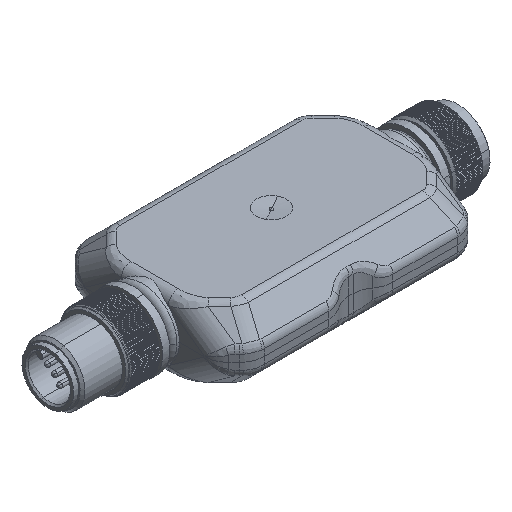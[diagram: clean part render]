
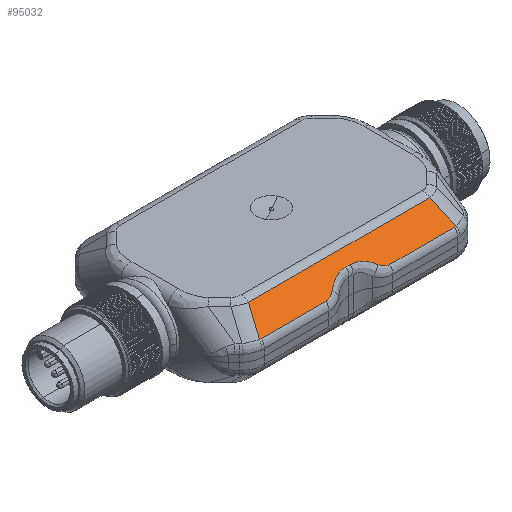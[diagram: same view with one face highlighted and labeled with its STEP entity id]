
A CAD part, isometric view. The second image highlights one B-rep face of the part: STEP entity #95032.
In plain terms, the highlighted planar face has unit normal (0, -0.707, 0.707).
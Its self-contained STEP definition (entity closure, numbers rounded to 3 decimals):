
#95005=AXIS2_PLACEMENT_3D('Plane Axis2P3D',#95002,#95003,#95004) ;
#92348=CARTESIAN_POINT('Vertex',(64.784,0.607,10.207)) ;
#92403=CARTESIAN_POINT('Control Point',(64.784,0.607,10.207)) ;
#92404=CARTESIAN_POINT('Control Point',(64.714,0.598,10.198)) ;
#92405=CARTESIAN_POINT('Control Point',(64.643,0.592,10.192)) ;
#92406=CARTESIAN_POINT('Control Point',(64.572,0.588,10.188)) ;
#92407=CARTESIAN_POINT('Control Point',(64.5,0.586,10.186)) ;
#92408=CARTESIAN_POINT('Control Point',(64.429,0.586,10.186)) ;
#92409=CARTESIAN_POINT('Vertex',(64.429,0.586,10.186)) ;
#92431=CARTESIAN_POINT('Line Origine',(45.,0.586,10.186)) ;
#92435=CARTESIAN_POINT('Vertex',(51.429,0.586,10.186)) ;
#92488=CARTESIAN_POINT('Control Point',(51.429,0.586,10.186)) ;
#92489=CARTESIAN_POINT('Control Point',(51.177,0.586,10.186)) ;
#92490=CARTESIAN_POINT('Control Point',(50.925,0.612,10.212)) ;
#92491=CARTESIAN_POINT('Control Point',(50.678,0.665,10.265)) ;
#92492=CARTESIAN_POINT('Control Point',(50.306,0.787,10.387)) ;
#92493=CARTESIAN_POINT('Control Point',(49.969,0.96,10.56)) ;
#92494=CARTESIAN_POINT('Control Point',(49.85,1.03,10.63)) ;
#92495=CARTESIAN_POINT('Control Point',(49.736,1.105,10.705)) ;
#92496=CARTESIAN_POINT('Control Point',(49.629,1.186,10.786)) ;
#92497=CARTESIAN_POINT('Vertex',(49.629,1.186,10.786)) ;
#92570=CARTESIAN_POINT('Control Point',(45.429,2.586,12.186)) ;
#92571=CARTESIAN_POINT('Control Point',(45.813,2.586,12.186)) ;
#92572=CARTESIAN_POINT('Control Point',(46.196,2.559,12.159)) ;
#92573=CARTESIAN_POINT('Control Point',(46.574,2.507,12.107)) ;
#92574=CARTESIAN_POINT('Control Point',(47.475,2.319,11.919)) ;
#92575=CARTESIAN_POINT('Control Point',(48.293,2.004,11.604)) ;
#92576=CARTESIAN_POINT('Control Point',(48.742,1.78,11.38)) ;
#92577=CARTESIAN_POINT('Control Point',(49.175,1.517,11.117)) ;
#92578=CARTESIAN_POINT('Control Point',(49.568,1.231,10.831)) ;
#92579=CARTESIAN_POINT('Control Point',(49.589,1.216,10.816)) ;
#92580=CARTESIAN_POINT('Control Point',(49.609,1.201,10.801)) ;
#92581=CARTESIAN_POINT('Control Point',(49.629,1.186,10.786)) ;
#92582=CARTESIAN_POINT('Vertex',(45.429,2.586,12.186)) ;
#92604=CARTESIAN_POINT('Line Origine',(45.,2.586,12.186)) ;
#92608=CARTESIAN_POINT('Vertex',(44.571,2.586,12.186)) ;
#92679=CARTESIAN_POINT('Control Point',(40.371,1.186,10.786)) ;
#92680=CARTESIAN_POINT('Control Point',(40.472,1.262,10.862)) ;
#92681=CARTESIAN_POINT('Control Point',(40.576,1.336,10.936)) ;
#92682=CARTESIAN_POINT('Control Point',(40.682,1.408,11.008)) ;
#92683=CARTESIAN_POINT('Control Point',(41.19,1.737,11.337)) ;
#92684=CARTESIAN_POINT('Control Point',(41.756,2.025,11.625)) ;
#92685=CARTESIAN_POINT('Control Point',(42.24,2.218,11.818)) ;
#92686=CARTESIAN_POINT('Control Point',(42.996,2.438,12.038)) ;
#92687=CARTESIAN_POINT('Control Point',(43.798,2.55,12.15)) ;
#92688=CARTESIAN_POINT('Control Point',(44.054,2.574,12.174)) ;
#92689=CARTESIAN_POINT('Control Point',(44.313,2.586,12.186)) ;
#92690=CARTESIAN_POINT('Control Point',(44.571,2.586,12.186)) ;
#92691=CARTESIAN_POINT('Vertex',(40.371,1.186,10.786)) ;
#92746=CARTESIAN_POINT('Control Point',(40.371,1.186,10.786)) ;
#92747=CARTESIAN_POINT('Control Point',(40.307,1.137,10.737)) ;
#92748=CARTESIAN_POINT('Control Point',(40.24,1.091,10.691)) ;
#92749=CARTESIAN_POINT('Control Point',(40.171,1.046,10.646)) ;
#92750=CARTESIAN_POINT('Control Point',(39.851,0.854,10.454)) ;
#92751=CARTESIAN_POINT('Control Point',(39.492,0.707,10.307)) ;
#92752=CARTESIAN_POINT('Control Point',(39.193,0.626,10.226)) ;
#92753=CARTESIAN_POINT('Control Point',(38.882,0.586,10.186)) ;
#92754=CARTESIAN_POINT('Control Point',(38.571,0.586,10.186)) ;
#92755=CARTESIAN_POINT('Vertex',(38.571,0.586,10.186)) ;
#92777=CARTESIAN_POINT('Line Origine',(45.,0.586,10.186)) ;
#92781=CARTESIAN_POINT('Vertex',(25.571,0.586,10.186)) ;
#92834=CARTESIAN_POINT('Control Point',(25.571,0.586,10.186)) ;
#92835=CARTESIAN_POINT('Control Point',(25.5,0.586,10.186)) ;
#92836=CARTESIAN_POINT('Control Point',(25.428,0.588,10.188)) ;
#92837=CARTESIAN_POINT('Control Point',(25.357,0.592,10.192)) ;
#92838=CARTESIAN_POINT('Control Point',(25.286,0.598,10.198)) ;
#92839=CARTESIAN_POINT('Control Point',(25.216,0.607,10.207)) ;
#92840=CARTESIAN_POINT('Vertex',(25.216,0.607,10.207)) ;
#94987=CARTESIAN_POINT('Vertex',(63.207,4.414,14.014)) ;
#94990=CARTESIAN_POINT('Line Origine',(64.013,2.468,12.068)) ;
#95002=CARTESIAN_POINT('Axis2P3D Location',(9.3,5.,14.6)) ;
#95007=CARTESIAN_POINT('Line Origine',(45.,4.414,14.014)) ;
#95011=CARTESIAN_POINT('Vertex',(26.793,4.414,14.014)) ;
#95015=CARTESIAN_POINT('Control Point',(26.793,4.414,14.014)) ;
#95016=CARTESIAN_POINT('Control Point',(25.216,0.607,10.207)) ;
#92432=DIRECTION('Vector Direction',(1.,0.,0.)) ;
#92605=DIRECTION('Vector Direction',(1.,0.,0.)) ;
#92778=DIRECTION('Vector Direction',(-1.,0.,0.)) ;
#94991=DIRECTION('Vector Direction',(0.281,-0.679,-0.679)) ;
#95003=DIRECTION('Axis2P3D Direction',(0.,0.707,-0.707)) ;
#95004=DIRECTION('Axis2P3D XDirection',(1.,0.,0.)) ;
#95008=DIRECTION('Vector Direction',(1.,0.,0.)) ;
#92433=VECTOR('Line Direction',#92432,1.) ;
#92606=VECTOR('Line Direction',#92605,1.) ;
#92779=VECTOR('Line Direction',#92778,1.) ;
#94992=VECTOR('Line Direction',#94991,1.) ;
#95009=VECTOR('Line Direction',#95008,1.) ;
#95019=ORIENTED_EDGE('',*,*,#92842,.F.) ;
#95020=ORIENTED_EDGE('',*,*,#92783,.F.) ;
#95021=ORIENTED_EDGE('',*,*,#92757,.F.) ;
#95022=ORIENTED_EDGE('',*,*,#92693,.F.) ;
#95023=ORIENTED_EDGE('',*,*,#92610,.F.) ;
#95024=ORIENTED_EDGE('',*,*,#92584,.F.) ;
#95025=ORIENTED_EDGE('',*,*,#92499,.F.) ;
#95026=ORIENTED_EDGE('',*,*,#92437,.F.) ;
#95027=ORIENTED_EDGE('',*,*,#92411,.F.) ;
#95028=ORIENTED_EDGE('',*,*,#94994,.F.) ;
#95029=ORIENTED_EDGE('',*,*,#95013,.T.) ;
#95030=ORIENTED_EDGE('',*,*,#95017,.T.) ;
#95032=ADVANCED_FACE('1933690000.1\\JB SET FK.1\\GH-JACKPAC 2 MIT BOHRUNG.1\\K\X2\00F6\X0\rper.3',(#95031),#95006,.F.) ;
#92402=B_SPLINE_CURVE_WITH_KNOTS('',5,(#92403,#92404,#92405,#92406,#92407,#92408),.UNSPECIFIED.,.F.,.U.,(6,6),(13.903,14.596),.UNSPECIFIED.) ;
#92487=B_SPLINE_CURVE_WITH_KNOTS('',5,(#92488,#92489,#92490,#92491,#92492,#92493,#92494,#92495,#92496),.UNSPECIFIED.,.F.,.U.,(6,3,6),(14.594,17.045,18.47),.UNSPECIFIED.) ;
#92569=B_SPLINE_CURVE_WITH_KNOTS('',5,(#92570,#92571,#92572,#92573,#92574,#92575,#92576,#92577,#92578,#92579,#92580,#92581),.UNSPECIFIED.,.F.,.U.,(6,3,3,6),(10.634,12.992,16.417,16.604),.UNSPECIFIED.) ;
#92678=B_SPLINE_CURVE_WITH_KNOTS('',5,(#92679,#92680,#92681,#92682,#92683,#92684,#92685,#92686,#92687,#92688,#92689,#92690),.UNSPECIFIED.,.F.,.U.,(6,3,3,6),(4.662,5.605,9.043,10.632),.UNSPECIFIED.) ;
#92745=B_SPLINE_CURVE_WITH_KNOTS('',5,(#92746,#92747,#92748,#92749,#92750,#92751,#92752,#92753,#92754),.UNSPECIFIED.,.F.,.U.,(6,3,6),(10.72,11.575,14.596),.UNSPECIFIED.) ;
#92833=B_SPLINE_CURVE_WITH_KNOTS('',5,(#92834,#92835,#92836,#92837,#92838,#92839),.UNSPECIFIED.,.F.,.U.,(6,6),(14.595,15.288),.UNSPECIFIED.) ;
#95014=B_SPLINE_CURVE_WITH_KNOTS('',1,(#95015,#95016),.UNSPECIFIED.,.F.,.U.,(2,2),(-2.865,2.745),.UNSPECIFIED.) ;
#92411=EDGE_CURVE('',#92349,#92410,#92402,.T.) ;
#92437=EDGE_CURVE('',#92410,#92436,#92434,.F.) ;
#92499=EDGE_CURVE('',#92436,#92498,#92487,.T.) ;
#92584=EDGE_CURVE('',#92498,#92583,#92569,.F.) ;
#92610=EDGE_CURVE('',#92583,#92609,#92607,.F.) ;
#92693=EDGE_CURVE('',#92609,#92692,#92678,.F.) ;
#92757=EDGE_CURVE('',#92692,#92756,#92745,.T.) ;
#92783=EDGE_CURVE('',#92756,#92782,#92780,.T.) ;
#92842=EDGE_CURVE('',#92782,#92841,#92833,.T.) ;
#94994=EDGE_CURVE('',#94988,#92349,#94993,.T.) ;
#95013=EDGE_CURVE('',#94988,#95012,#95010,.F.) ;
#95017=EDGE_CURVE('',#95012,#92841,#95014,.T.) ;
#95018=EDGE_LOOP('',(#95019,#95020,#95021,#95022,#95023,#95024,#95025,#95026,#95027,#95028,#95029,#95030)) ;
#95031=FACE_OUTER_BOUND('',#95018,.T.) ;
#92434=LINE('Line',#92431,#92433) ;
#92607=LINE('Line',#92604,#92606) ;
#92780=LINE('Line',#92777,#92779) ;
#94993=LINE('Line',#94990,#94992) ;
#95010=LINE('Line',#95007,#95009) ;
#95006=PLANE('',#95005) ;
#92349=VERTEX_POINT('',#92348) ;
#92410=VERTEX_POINT('',#92409) ;
#92436=VERTEX_POINT('',#92435) ;
#92498=VERTEX_POINT('',#92497) ;
#92583=VERTEX_POINT('',#92582) ;
#92609=VERTEX_POINT('',#92608) ;
#92692=VERTEX_POINT('',#92691) ;
#92756=VERTEX_POINT('',#92755) ;
#92782=VERTEX_POINT('',#92781) ;
#92841=VERTEX_POINT('',#92840) ;
#94988=VERTEX_POINT('',#94987) ;
#95012=VERTEX_POINT('',#95011) ;
